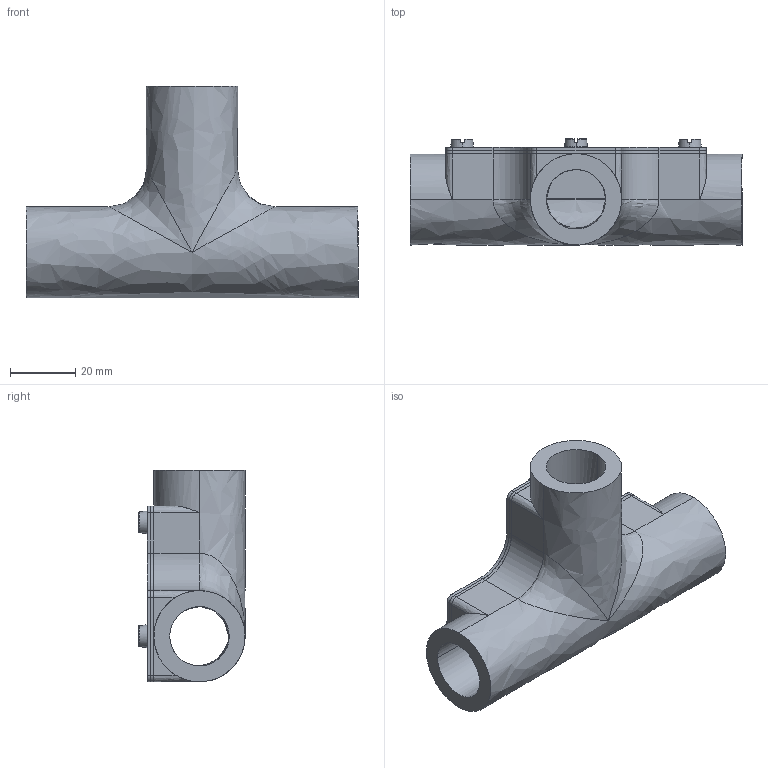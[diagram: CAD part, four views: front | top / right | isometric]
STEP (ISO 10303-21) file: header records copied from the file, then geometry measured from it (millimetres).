
FILE_DESCRIPTION(/* description */ (''),/* implementation_level */ '2;1');
FILE_NAME(/* name */ '2047605',/* time_stamp */ '2015-05-04T13:13:48+02:00',/* author */ (''),/* organization */ (''),/* preprocessor_version */ 'ST-DEVELOPER v15',/* originating_system */ '',/* authorisation */ '');
FILE_SCHEMA (('CONFIG_CONTROL_DESIGN'));
Length unit declared in the file: millimetre
Products named in the file (2): Document; Block 01
Assembly tree (1 placements, depth 2):
  Document
    Block 01
Bounding box: 102 x 32.6 x 65 mm (x, y, z)
Volume: 6516.6 mm3; surface area: 33823.7 mm2
Topology: 5 solids, 8 shells, 160 faces, 415 edges, 259 vertices
Faces by surface type: bspline 94, plane 66
Entity records: 8024 total; most frequent: CARTESIAN_POINT 5426, ORIENTED_EDGE 808, EDGE_CURVE 414, VERTEX_POINT 259, B_SPLINE_CURVE_WITH_KNOTS 225, EDGE_LOOP 166, ADVANCED_FACE 159, FACE_OUTER_BOUND 159
